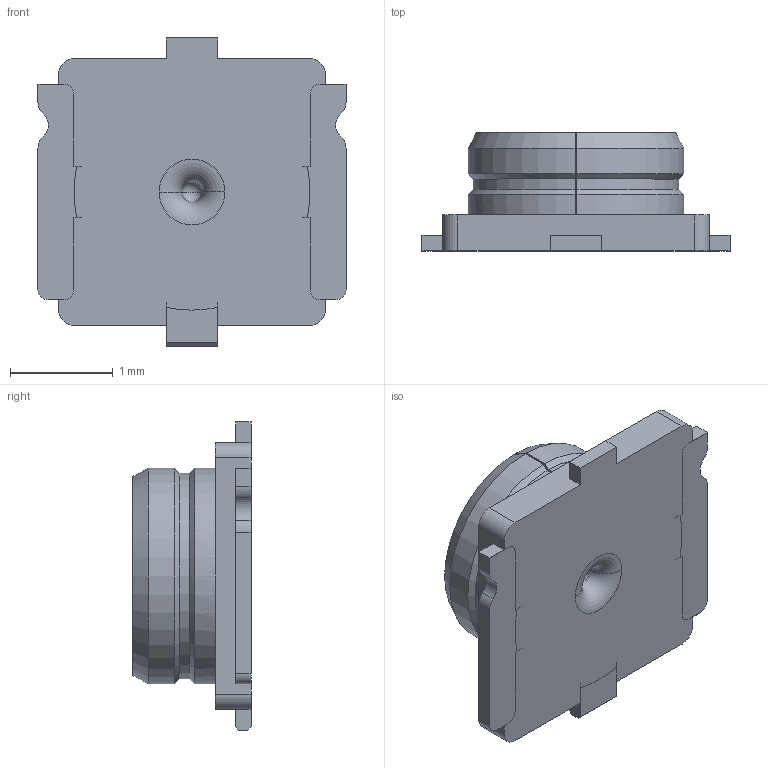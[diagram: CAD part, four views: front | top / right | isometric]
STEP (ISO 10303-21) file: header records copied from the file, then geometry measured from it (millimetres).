
FILE_DESCRIPTION((''),'2;1');
FILE_NAME('818000158-3D_1_3_5','2012-09-19T',('Administrator'),(''),'PRO/ENGINEER BY PARAMETRIC TECHNOLOGY CORPORATION, 2008230','PRO/ENGINEER BY PARAMETRIC TECHNOLOGY CORPORATION, 2008230','');
FILE_SCHEMA(('AUTOMOTIVE_DESIGN_CC2 { 1 2 10303 214 -1 1 5 2 }'));
Length unit declared in the file: millimetre
Products named in the file (1): 818000158-3D_1_3_5
Bounding box: 3 x 1.15 x 3 mm (x, y, z)
Volume: 3.2 mm3; surface area: 48.4 mm2
Topology: 1 solids, 2 shells, 117 faces, 382 edges, 270 vertices
Faces by surface type: plane 63, cylinder 36, torus 8, cone 6, sphere 4
Entity records: 4388 total; most frequent: CARTESIAN_POINT 858, DIRECTION 725, ORIENTED_EDGE 708, EDGE_CURVE 354, AXIS2_PLACEMENT_3D 247, VERTEX_POINT 244, VECTOR 231, LINE 231
